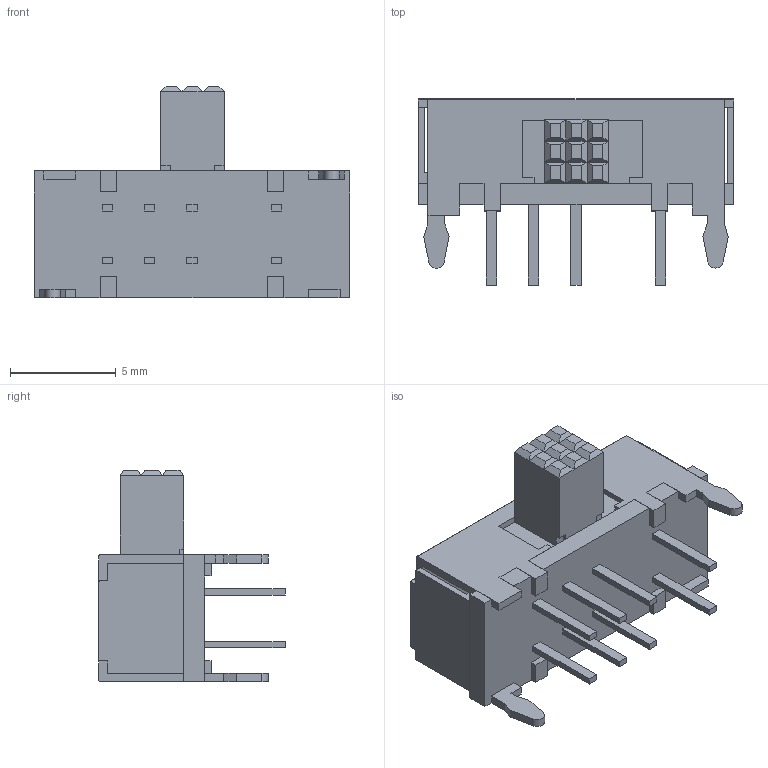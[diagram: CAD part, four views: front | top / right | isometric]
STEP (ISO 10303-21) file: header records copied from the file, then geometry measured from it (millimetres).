
FILE_DESCRIPTION((''),'2;1');
FILE_NAME('EG2308.stp','2011-10-18T12:58:30',('blarson'),(''),'Autodesk Inventor 11','Autodesk Inventor 11','');
FILE_SCHEMA(('AUTOMOTIVE_DESIGN { 1 0 10303 214 1 1 1 1 }'));
Length unit declared in the file: inch
Products named in the file (4): EG2308A; EG2308A SHELL; EG2308A TERM; EG2308 ACTUATOR
Assembly tree (3 placements, depth 2):
  EG2308A
    EG2308A SHELL
    EG2308A TERM
    EG2308 ACTUATOR
Bounding box: 14.9 x 8.8 x 10 mm (x, y, z)
Volume: 322.5 mm3; surface area: 1095.2 mm2
Topology: 3 solids, 3 shells, 295 faces, 779 edges, 502 vertices
Faces by surface type: plane 278, bspline 13, cylinder 4
Entity records: 9035 total; most frequent: CARTESIAN_POINT 1662, ORIENTED_EDGE 1558, DIRECTION 1373, EDGE_CURVE 779, VECTOR 763, LINE 763, VERTEX_POINT 502, EDGE_LOOP 311
